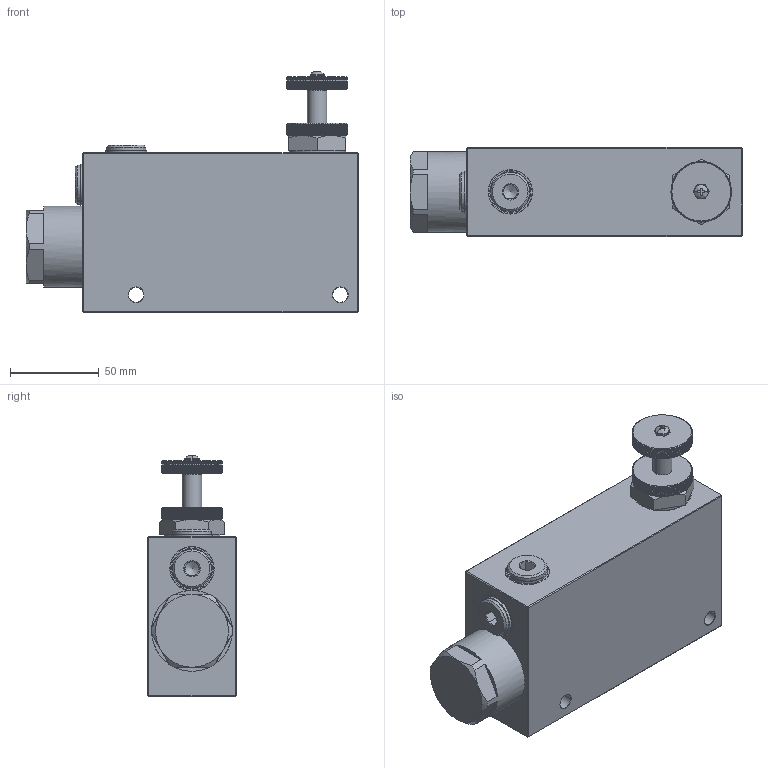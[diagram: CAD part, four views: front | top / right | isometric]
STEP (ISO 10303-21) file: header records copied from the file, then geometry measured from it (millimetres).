
FILE_DESCRIPTION(/* description */ ('Unknown'),/* implementation_level */ '2;1');
FILE_NAME(/* name */ 'V1080',/* time_stamp */ '2017-03-28T16:38:52+02:00',/* author */ ('Unknown'),/* organization */ ('Unknown'),/* preprocessor_version */ 'ST-DEVELOPER v16.7',/* originating_system */ 'DEX',/* authorisation */ $);
FILE_SCHEMA (('AUTOMOTIVE_DESIGN {1 0 10303 214 3 1 1}'));
Length unit declared in the file: millimetre
Products named in the file (1): V1080
Bounding box: 187 x 50 x 135.8 mm (x, y, z)
Surface area: 73335.7 mm2 (no closed solid volume)
Topology: 0 solids, 15 shells, 797 faces, 2300 edges, 1505 vertices
Faces by surface type: plane 505, cylinder 226, cone 40, bspline 14, torus 12
Full cylindrical faces by diameter (mm): 8 x3, 8.5 x2, 11 x1, 13 x1, 22 x2, 23 x2, 24.5 x4, 32 x1, 36 x3, 45.5 x1
Entity records: 29139 total; most frequent: CARTESIAN_POINT 9447, ORIENTED_EDGE 4364, DIRECTION 3454, EDGE_CURVE 2222, VERTEX_POINT 1481, AXIS2_PLACEMENT_3D 1331, B_SPLINE_CURVE_WITH_KNOTS 879, FACE_BOUND 867
